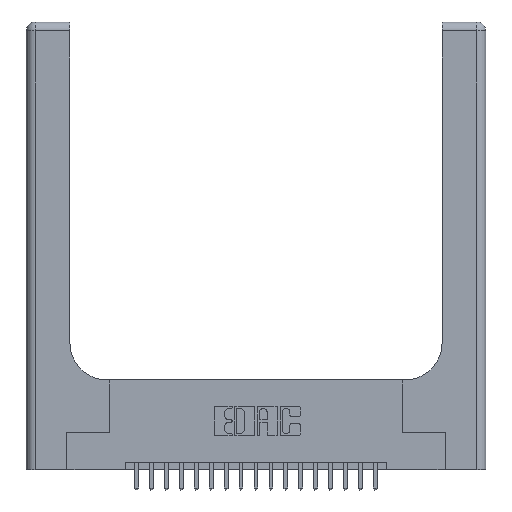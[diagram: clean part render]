
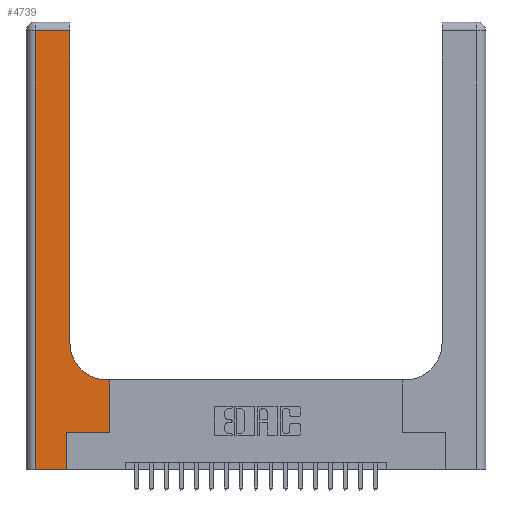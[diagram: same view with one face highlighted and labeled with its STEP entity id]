
A CAD part, top view. The second image highlights one B-rep face of the part: STEP entity #4739.
In plain terms, the highlighted planar face has unit normal (0, 0, 1).
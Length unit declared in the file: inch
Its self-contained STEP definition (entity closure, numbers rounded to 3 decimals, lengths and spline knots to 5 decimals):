
#14 = VECTOR ( 'NONE', #13854, 39.37008 ) ;
#82 = EDGE_CURVE ( 'NONE', #5619, #10541, #9645, .T. ) ;
#1344 = DIRECTION ( 'NONE',  ( 1., 0., 0. ) ) ;
#2119 = CARTESIAN_POINT ( 'NONE',  ( 0.5415, 0.85, 0.37 ) ) ;
#2483 = VERTEX_POINT ( 'NONE', #3661 ) ;
#2841 = CARTESIAN_POINT ( 'NONE',  ( 0.269, 0., 0.37 ) ) ;
#3202 = CARTESIAN_POINT ( 'NONE',  ( 0.269, 0.25, 0.37 ) ) ;
#3661 = CARTESIAN_POINT ( 'NONE',  ( 0.5415, 0.6, 0.37 ) ) ;
#4085 = CARTESIAN_POINT ( 'NONE',  ( 0., 3., 0.37 ) ) ;
#4385 = ORIENTED_EDGE ( 'NONE', *, *, #14105, .T. ) ;
#4516 = CARTESIAN_POINT ( 'NONE',  ( 0.269, 0.25, 0.37 ) ) ;
#4738 = AXIS2_PLACEMENT_3D ( 'NONE', #4085, #5975, #17738 ) ;
#4739 = ADVANCED_FACE ( 'NONE', ( #20189 ), #16026, .F. ) ;
#5134 = VECTOR ( 'NONE', #20193, 39.37008 ) ;
#5517 = DIRECTION ( 'NONE',  ( 0., 0., -1. ) ) ;
#5619 = VERTEX_POINT ( 'NONE', #16608 ) ;
#5975 = DIRECTION ( 'NONE',  ( 0., 0., -1. ) ) ;
#6486 = VECTOR ( 'NONE', #6850, 39.37008 ) ;
#6604 = AXIS2_PLACEMENT_3D ( 'NONE', #2119, #5517, #7255 ) ;
#6850 = DIRECTION ( 'NONE',  ( -1., 0., 0. ) ) ;
#6884 = VERTEX_POINT ( 'NONE', #13317 ) ;
#7100 = CARTESIAN_POINT ( 'NONE',  ( 0., 0., 0.37 ) ) ;
#7255 = DIRECTION ( 'NONE',  ( 1., 0., 0. ) ) ;
#7706 = ORIENTED_EDGE ( 'NONE', *, *, #10882, .T. ) ;
#8254 = CARTESIAN_POINT ( 'NONE',  ( 0.2915, 3., 0.37 ) ) ;
#8944 = CARTESIAN_POINT ( 'NONE',  ( 0.06, 3., 0.37 ) ) ;
#9076 = EDGE_CURVE ( 'NONE', #6884, #12421, #11003, .T. ) ;
#9645 = LINE ( 'NONE', #8254, #5134 ) ;
#10012 = LINE ( 'NONE', #2841, #16174 ) ;
#10351 = LINE ( 'NONE', #14427, #17563 ) ;
#10541 = VERTEX_POINT ( 'NONE', #13063 ) ;
#10594 = DIRECTION ( 'NONE',  ( -1., 0., 0. ) ) ;
#10714 = CARTESIAN_POINT ( 'NONE',  ( 0.5585, 0.6, 0.37 ) ) ;
#10882 = EDGE_CURVE ( 'NONE', #10541, #6884, #15789, .T. ) ;
#10988 = LINE ( 'NONE', #17027, #6486 ) ;
#11003 = LINE ( 'NONE', #8944, #17954 ) ;
#11194 = VERTEX_POINT ( 'NONE', #4516 ) ;
#12315 = VECTOR ( 'NONE', #10594, 39.37008 ) ;
#12421 = VERTEX_POINT ( 'NONE', #15772 ) ;
#12554 = EDGE_CURVE ( 'NONE', #16848, #12693, #10351, .T. ) ;
#12693 = VERTEX_POINT ( 'NONE', #10714 ) ;
#13063 = CARTESIAN_POINT ( 'NONE',  ( 0.2915, 2.94, 0.37 ) ) ;
#13199 = EDGE_CURVE ( 'NONE', #12421, #16469, #21705, .T. ) ;
#13317 = CARTESIAN_POINT ( 'NONE',  ( 0.06, 2.94, 0.37 ) ) ;
#13751 = LINE ( 'NONE', #3202, #20101 ) ;
#13854 = DIRECTION ( 'NONE',  ( 1., 0., 0. ) ) ;
#14105 = EDGE_CURVE ( 'NONE', #16469, #11194, #10012, .T. ) ;
#14269 = EDGE_CURVE ( 'NONE', #11194, #16848, #13751, .T. ) ;
#14326 = CARTESIAN_POINT ( 'NONE',  ( 0.269, 0., 0.37 ) ) ;
#14427 = CARTESIAN_POINT ( 'NONE',  ( 0.5585, 0.25, 0.37 ) ) ;
#14705 = DIRECTION ( 'NONE',  ( 0., 1., 0. ) ) ;
#15618 = DIRECTION ( 'NONE',  ( 0., -1., 0. ) ) ;
#15772 = CARTESIAN_POINT ( 'NONE',  ( 0.06, 0., 0.37 ) ) ;
#15789 = LINE ( 'NONE', #17477, #12315 ) ;
#15817 = ORIENTED_EDGE ( 'NONE', *, *, #13199, .T. ) ;
#16026 = PLANE ( 'NONE',  #4738 ) ;
#16174 = VECTOR ( 'NONE', #14705, 39.37008 ) ;
#16340 = DIRECTION ( 'NONE',  ( 0., 1., 0. ) ) ;
#16469 = VERTEX_POINT ( 'NONE', #14326 ) ;
#16608 = CARTESIAN_POINT ( 'NONE',  ( 0.2915, 0.85, 0.37 ) ) ;
#16771 = CIRCLE ( 'NONE', #6604, 0.25 ) ;
#16807 = CARTESIAN_POINT ( 'NONE',  ( 0.5585, 0.25, 0.37 ) ) ;
#16848 = VERTEX_POINT ( 'NONE', #16807 ) ;
#16964 = ORIENTED_EDGE ( 'NONE', *, *, #20713, .T. ) ;
#17027 = CARTESIAN_POINT ( 'NONE',  ( 0.2915, 0.6, 0.37 ) ) ;
#17477 = CARTESIAN_POINT ( 'NONE',  ( 0., 2.94, 0.37 ) ) ;
#17537 = EDGE_CURVE ( 'NONE', #2483, #5619, #16771, .T. ) ;
#17563 = VECTOR ( 'NONE', #16340, 39.37008 ) ;
#17738 = DIRECTION ( 'NONE',  ( -1., 0., 0. ) ) ;
#17954 = VECTOR ( 'NONE', #15618, 39.37008 ) ;
#18526 = ORIENTED_EDGE ( 'NONE', *, *, #12554, .T. ) ;
#18852 = ORIENTED_EDGE ( 'NONE', *, *, #82, .T. ) ;
#20101 = VECTOR ( 'NONE', #1344, 39.37008 ) ;
#20189 = FACE_OUTER_BOUND ( 'NONE', #21353, .T. ) ;
#20193 = DIRECTION ( 'NONE',  ( 0., 1., 0. ) ) ;
#20713 = EDGE_CURVE ( 'NONE', #12693, #2483, #10988, .T. ) ;
#21341 = ORIENTED_EDGE ( 'NONE', *, *, #17537, .T. ) ;
#21353 = EDGE_LOOP ( 'NONE', ( #18852, #7706, #21505, #15817, #4385, #21886, #18526, #16964, #21341 ) ) ;
#21505 = ORIENTED_EDGE ( 'NONE', *, *, #9076, .T. ) ;
#21705 = LINE ( 'NONE', #7100, #14 ) ;
#21886 = ORIENTED_EDGE ( 'NONE', *, *, #14269, .T. ) ;
